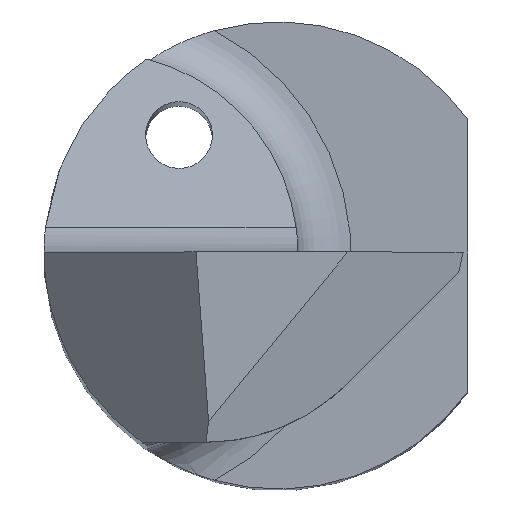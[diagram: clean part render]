
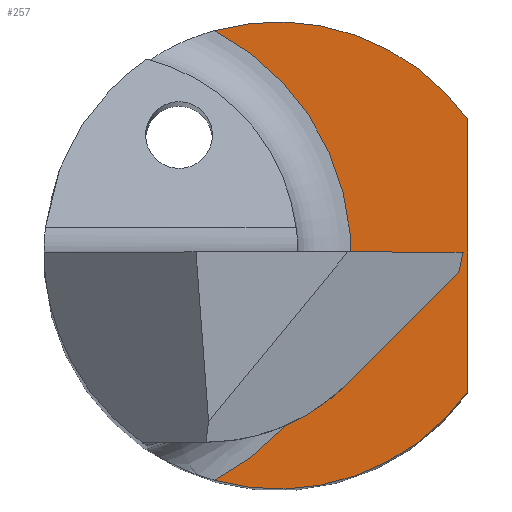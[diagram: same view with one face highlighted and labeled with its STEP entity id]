
A CAD part, top view. The second image highlights one B-rep face of the part: STEP entity #257.
In plain terms, the highlighted planar face has unit normal (0, 0, 1).
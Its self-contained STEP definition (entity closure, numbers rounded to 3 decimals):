
#4 = DIRECTION ( 'NONE',  ( 1., 0., 0. ) ) ;
#31 = CARTESIAN_POINT ( 'NONE',  ( 2.85, 2.032, 14.75 ) ) ;
#61 = AXIS2_PLACEMENT_3D ( 'NONE', #325, #401, #917 ) ;
#68 = CARTESIAN_POINT ( 'NONE',  ( -0.951, -3.368, 14.75 ) ) ;
#89 = EDGE_CURVE ( 'NONE', #735, #473, #298, .T. ) ;
#132 = VERTEX_POINT ( 'NONE', #225 ) ;
#176 = VECTOR ( 'NONE', #274, 1000. ) ;
#225 = CARTESIAN_POINT ( 'NONE',  ( 2.85, -2.032, 14.75 ) ) ;
#231 = EDGE_CURVE ( 'NONE', #473, #937, #855, .T. ) ;
#234 = FACE_OUTER_BOUND ( 'NONE', #886, .T. ) ;
#238 = PLANE ( 'NONE',  #61 ) ;
#257 = ADVANCED_FACE ( 'NONE', ( #234 ), #238, .T. ) ;
#274 = DIRECTION ( 'NONE',  ( 0., -1., 0. ) ) ;
#283 = ORIENTED_EDGE ( 'NONE', *, *, #89, .T. ) ;
#298 = CIRCLE ( 'NONE', #675, 3.5 ) ;
#325 = CARTESIAN_POINT ( 'NONE',  ( 0., 0., 14.75 ) ) ;
#331 = EDGE_CURVE ( 'NONE', #735, #132, #570, .T. ) ;
#333 = ORIENTED_EDGE ( 'NONE', *, *, #680, .T. ) ;
#347 = CARTESIAN_POINT ( 'NONE',  ( 2.85, 0.5, 14.75 ) ) ;
#368 = CARTESIAN_POINT ( 'NONE',  ( 0., 0., 14.75 ) ) ;
#390 = CARTESIAN_POINT ( 'NONE',  ( 0., 0., 14.75 ) ) ;
#401 = DIRECTION ( 'NONE',  ( 0., 0., 1. ) ) ;
#421 = CIRCLE ( 'NONE', #550, 3.5 ) ;
#470 = CARTESIAN_POINT ( 'NONE',  ( -2.691, 0., 14.75 ) ) ;
#473 = VERTEX_POINT ( 'NONE', #950 ) ;
#478 = AXIS2_PLACEMENT_3D ( 'NONE', #470, #616, #767 ) ;
#525 = ORIENTED_EDGE ( 'NONE', *, *, #331, .F. ) ;
#535 = DIRECTION ( 'NONE',  ( 0., 0., 1. ) ) ;
#550 = AXIS2_PLACEMENT_3D ( 'NONE', #390, #687, #625 ) ;
#570 = LINE ( 'NONE', #347, #176 ) ;
#591 = ORIENTED_EDGE ( 'NONE', *, *, #231, .T. ) ;
#616 = DIRECTION ( 'NONE',  ( 0., 0., -1. ) ) ;
#625 = DIRECTION ( 'NONE',  ( 1., 0., 0. ) ) ;
#675 = AXIS2_PLACEMENT_3D ( 'NONE', #368, #535, #4 ) ;
#680 = EDGE_CURVE ( 'NONE', #937, #132, #421, .T. ) ;
#687 = DIRECTION ( 'NONE',  ( 0., 0., 1. ) ) ;
#735 = VERTEX_POINT ( 'NONE', #31 ) ;
#767 = DIRECTION ( 'NONE',  ( 1., 0., 0. ) ) ;
#855 = CIRCLE ( 'NONE', #478, 3.791 ) ;
#886 = EDGE_LOOP ( 'NONE', ( #333, #525, #283, #591 ) ) ;
#917 = DIRECTION ( 'NONE',  ( 1., 0., 0. ) ) ;
#937 = VERTEX_POINT ( 'NONE', #68 ) ;
#950 = CARTESIAN_POINT ( 'NONE',  ( -0.951, 3.368, 14.75 ) ) ;
